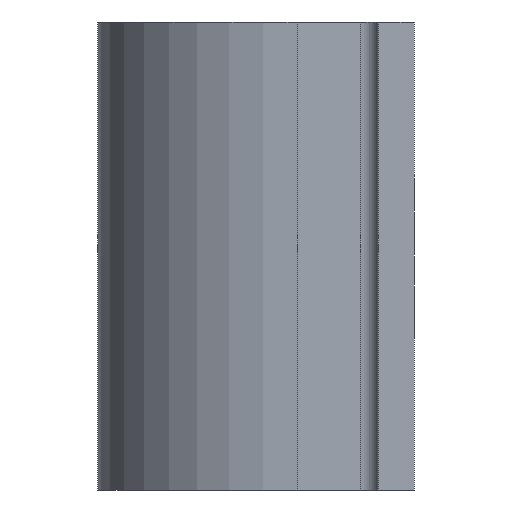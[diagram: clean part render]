
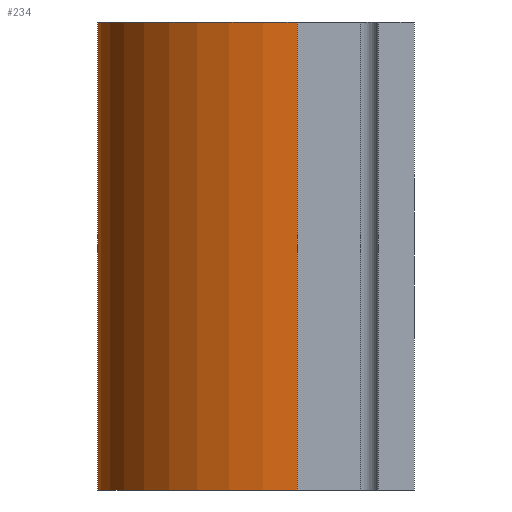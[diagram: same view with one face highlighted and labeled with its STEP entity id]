
A CAD part, left-side view. The second image highlights one B-rep face of the part: STEP entity #234.
In plain terms, the highlighted cylindrical face has radius 6.769 mm (diameter 13.538 mm), a partial arc.
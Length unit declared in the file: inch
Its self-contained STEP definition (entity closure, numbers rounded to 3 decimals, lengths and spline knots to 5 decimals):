
#9 = ORIENTED_EDGE ( 'NONE', *, *, #100, .T. ) ;
#11 = ORIENTED_EDGE ( 'NONE', *, *, #330, .F. ) ;
#81 = AXIS2_PLACEMENT_3D ( 'NONE', #129, #406, #409 ) ;
#88 = VECTOR ( 'NONE', #231, 39.37008 ) ;
#90 = ORIENTED_EDGE ( 'NONE', *, *, #192, .F. ) ;
#93 = DIRECTION ( 'NONE',  ( 1., 0., 0. ) ) ;
#100 = EDGE_CURVE ( 'NONE', #144, #176, #237, .T. ) ;
#102 = CARTESIAN_POINT ( 'NONE',  ( 1.1405, 0.1565, -0.3125 ) ) ;
#128 = VERTEX_POINT ( 'NONE', #297 ) ;
#129 = CARTESIAN_POINT ( 'NONE',  ( 0.874, 0.1565, -0.3125 ) ) ;
#141 = CIRCLE ( 'NONE', #81, 0.2665 ) ;
#144 = VERTEX_POINT ( 'NONE', #268 ) ;
#145 = EDGE_LOOP ( 'NONE', ( #90, #11, #153, #9 ) ) ;
#147 = AXIS2_PLACEMENT_3D ( 'NONE', #299, #484, #93 ) ;
#153 = ORIENTED_EDGE ( 'NONE', *, *, #393, .T. ) ;
#176 = VERTEX_POINT ( 'NONE', #102 ) ;
#192 = EDGE_CURVE ( 'NONE', #128, #176, #141, .T. ) ;
#231 = DIRECTION ( 'NONE',  ( 0., 0., -1. ) ) ;
#234 = ADVANCED_FACE ( 'NONE', ( #307 ), #498, .T. ) ;
#237 = LINE ( 'NONE', #399, #88 ) ;
#268 = CARTESIAN_POINT ( 'NONE',  ( 1.1405, 0.1565, 0.3125 ) ) ;
#290 = LINE ( 'NONE', #553, #536 ) ;
#295 = VERTEX_POINT ( 'NONE', #547 ) ;
#297 = CARTESIAN_POINT ( 'NONE',  ( 0.6075, 0.1565, -0.3125 ) ) ;
#299 = CARTESIAN_POINT ( 'NONE',  ( 0.874, 0.1565, 0.3125 ) ) ;
#307 = FACE_OUTER_BOUND ( 'NONE', #145, .T. ) ;
#330 = EDGE_CURVE ( 'NONE', #295, #128, #290, .T. ) ;
#353 = DIRECTION ( 'NONE',  ( -1., 0., 0. ) ) ;
#393 = EDGE_CURVE ( 'NONE', #295, #144, #506, .T. ) ;
#399 = CARTESIAN_POINT ( 'NONE',  ( 1.1405, 0.1565, 0.3125 ) ) ;
#406 = DIRECTION ( 'NONE',  ( 0., 0., -1. ) ) ;
#409 = DIRECTION ( 'NONE',  ( 1., 0., 0. ) ) ;
#484 = DIRECTION ( 'NONE',  ( 0., 0., -1. ) ) ;
#488 = DIRECTION ( 'NONE',  ( 0., 0., -1. ) ) ;
#498 = CYLINDRICAL_SURFACE ( 'NONE', #554, 0.2665 ) ;
#506 = CIRCLE ( 'NONE', #147, 0.2665 ) ;
#525 = CARTESIAN_POINT ( 'NONE',  ( 0.874, 0.1565, 0.3125 ) ) ;
#536 = VECTOR ( 'NONE', #555, 39.37008 ) ;
#547 = CARTESIAN_POINT ( 'NONE',  ( 0.6075, 0.1565, 0.3125 ) ) ;
#553 = CARTESIAN_POINT ( 'NONE',  ( 0.6075, 0.1565, 0.3125 ) ) ;
#554 = AXIS2_PLACEMENT_3D ( 'NONE', #525, #488, #353 ) ;
#555 = DIRECTION ( 'NONE',  ( 0., 0., -1. ) ) ;
